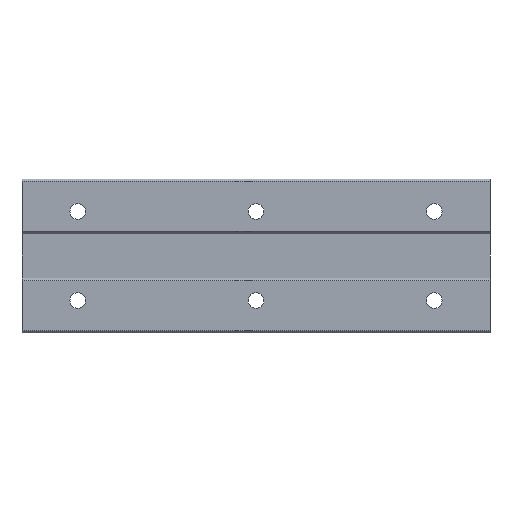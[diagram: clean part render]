
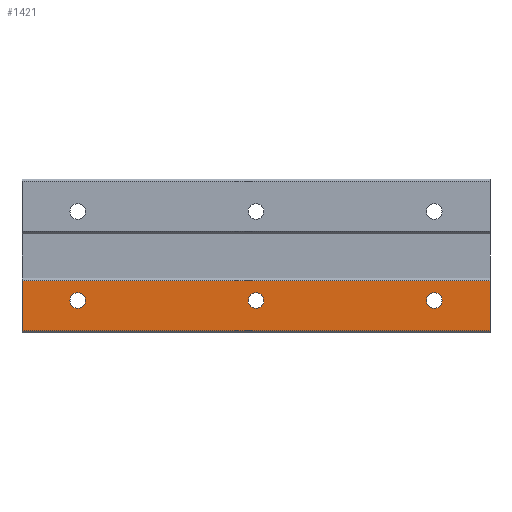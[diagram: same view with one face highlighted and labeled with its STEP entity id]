
A CAD part, front view. The second image highlights one B-rep face of the part: STEP entity #1421.
In plain terms, the highlighted planar face has unit normal (0, -1, 0).
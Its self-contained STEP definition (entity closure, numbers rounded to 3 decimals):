
#18 = DIRECTION ( 'NONE',  ( 0., 0., 1. ) ) ;
#27 = DIRECTION ( 'NONE',  ( 0., -1., 0. ) ) ;
#46 = CARTESIAN_POINT ( 'NONE',  ( 185., 0., -33.5 ) ) ;
#95 = VERTEX_POINT ( 'NONE', #1056 ) ;
#124 = PLANE ( 'NONE',  #1031 ) ;
#140 = EDGE_LOOP ( 'NONE', ( #523, #408, #1022, #1431 ) ) ;
#247 = DIRECTION ( 'NONE',  ( 1., 0., 0. ) ) ;
#250 = CARTESIAN_POINT ( 'NONE',  ( -25., 0., -33.5 ) ) ;
#334 = CARTESIAN_POINT ( 'NONE',  ( 80., 0., -20. ) ) ;
#364 = VERTEX_POINT ( 'NONE', #807 ) ;
#377 = CARTESIAN_POINT ( 'NONE',  ( 160., 0., -23.5 ) ) ;
#389 = VERTEX_POINT ( 'NONE', #377 ) ;
#402 = CIRCLE ( 'NONE', #1546, 3.5 ) ;
#408 = ORIENTED_EDGE ( 'NONE', *, *, #466, .F. ) ;
#440 = CIRCLE ( 'NONE', #806, 3.5 ) ;
#466 = EDGE_CURVE ( 'NONE', #636, #1370, #1451, .T. ) ;
#476 = CARTESIAN_POINT ( 'NONE',  ( 0., 0., -20. ) ) ;
#481 = EDGE_CURVE ( 'NONE', #389, #1702, #440, .T. ) ;
#523 = ORIENTED_EDGE ( 'NONE', *, *, #793, .F. ) ;
#527 = LINE ( 'NONE', #46, #1998 ) ;
#576 = EDGE_CURVE ( 'NONE', #364, #95, #1847, .T. ) ;
#586 = AXIS2_PLACEMENT_3D ( 'NONE', #476, #1570, #1101 ) ;
#636 = VERTEX_POINT ( 'NONE', #1261 ) ;
#691 = VERTEX_POINT ( 'NONE', #1896 ) ;
#739 = FACE_BOUND ( 'NONE', #1638, .T. ) ;
#745 = VECTOR ( 'NONE', #247, 1000. ) ;
#753 = CIRCLE ( 'NONE', #1216, 3.5 ) ;
#793 = EDGE_CURVE ( 'NONE', #1370, #1912, #527, .T. ) ;
#800 = LINE ( 'NONE', #922, #1614 ) ;
#804 = DIRECTION ( 'NONE',  ( 0., 0., 1. ) ) ;
#806 = AXIS2_PLACEMENT_3D ( 'NONE', #1309, #27, #1772 ) ;
#807 = CARTESIAN_POINT ( 'NONE',  ( 80., 0., -23.5 ) ) ;
#811 = CARTESIAN_POINT ( 'NONE',  ( 185., 0., -11. ) ) ;
#814 = ORIENTED_EDGE ( 'NONE', *, *, #576, .F. ) ;
#885 = CARTESIAN_POINT ( 'NONE',  ( 0., 0., -16.5 ) ) ;
#904 = EDGE_LOOP ( 'NONE', ( #1620, #814 ) ) ;
#922 = CARTESIAN_POINT ( 'NONE',  ( -25., 0., -11. ) ) ;
#993 = EDGE_CURVE ( 'NONE', #1487, #1735, #1572, .T. ) ;
#1022 = ORIENTED_EDGE ( 'NONE', *, *, #1247, .F. ) ;
#1024 = EDGE_CURVE ( 'NONE', #1735, #1487, #1827, .T. ) ;
#1031 = AXIS2_PLACEMENT_3D ( 'NONE', #1689, #1039, #1515 ) ;
#1039 = DIRECTION ( 'NONE',  ( 0., 1., 0. ) ) ;
#1049 = FACE_BOUND ( 'NONE', #904, .T. ) ;
#1056 = CARTESIAN_POINT ( 'NONE',  ( 80., 0., -16.5 ) ) ;
#1066 = FACE_OUTER_BOUND ( 'NONE', #140, .T. ) ;
#1072 = EDGE_CURVE ( 'NONE', #1702, #389, #753, .T. ) ;
#1101 = DIRECTION ( 'NONE',  ( 0., 0., 1. ) ) ;
#1205 = LINE ( 'NONE', #1655, #745 ) ;
#1216 = AXIS2_PLACEMENT_3D ( 'NONE', #1579, #1241, #18 ) ;
#1241 = DIRECTION ( 'NONE',  ( 0., -1., 0. ) ) ;
#1247 = EDGE_CURVE ( 'NONE', #691, #636, #1205, .T. ) ;
#1261 = CARTESIAN_POINT ( 'NONE',  ( 185., 0., -11. ) ) ;
#1278 = DIRECTION ( 'NONE',  ( 0., -1., 0. ) ) ;
#1298 = CARTESIAN_POINT ( 'NONE',  ( 160., 0., -16.5 ) ) ;
#1309 = CARTESIAN_POINT ( 'NONE',  ( 160., 0., -20. ) ) ;
#1358 = ORIENTED_EDGE ( 'NONE', *, *, #481, .F. ) ;
#1359 = AXIS2_PLACEMENT_3D ( 'NONE', #1533, #1524, #1995 ) ;
#1370 = VERTEX_POINT ( 'NONE', #1495 ) ;
#1387 = DIRECTION ( 'NONE',  ( 0., -1., 0. ) ) ;
#1392 = ORIENTED_EDGE ( 'NONE', *, *, #993, .F. ) ;
#1415 = DIRECTION ( 'NONE',  ( 0., 0., 1. ) ) ;
#1421 = ADVANCED_FACE ( 'NONE', ( #1066, #1964, #739, #1049 ), #124, .F. ) ;
#1428 = DIRECTION ( 'NONE',  ( 0., 0., -1. ) ) ;
#1431 = ORIENTED_EDGE ( 'NONE', *, *, #1624, .F. ) ;
#1451 = LINE ( 'NONE', #811, #1588 ) ;
#1487 = VERTEX_POINT ( 'NONE', #885 ) ;
#1495 = CARTESIAN_POINT ( 'NONE',  ( 185., 0., -33.5 ) ) ;
#1515 = DIRECTION ( 'NONE',  ( 0., 0., 1. ) ) ;
#1520 = ORIENTED_EDGE ( 'NONE', *, *, #1024, .F. ) ;
#1524 = DIRECTION ( 'NONE',  ( 0., -1., 0. ) ) ;
#1533 = CARTESIAN_POINT ( 'NONE',  ( 80., 0., -20. ) ) ;
#1546 = AXIS2_PLACEMENT_3D ( 'NONE', #334, #1387, #2015 ) ;
#1568 = ORIENTED_EDGE ( 'NONE', *, *, #1072, .F. ) ;
#1570 = DIRECTION ( 'NONE',  ( 0., -1., 0. ) ) ;
#1572 = CIRCLE ( 'NONE', #1673, 3.5 ) ;
#1579 = CARTESIAN_POINT ( 'NONE',  ( 160., 0., -20. ) ) ;
#1588 = VECTOR ( 'NONE', #1428, 1000. ) ;
#1614 = VECTOR ( 'NONE', #1415, 1000. ) ;
#1620 = ORIENTED_EDGE ( 'NONE', *, *, #1667, .F. ) ;
#1624 = EDGE_CURVE ( 'NONE', #1912, #691, #800, .T. ) ;
#1638 = EDGE_LOOP ( 'NONE', ( #1568, #1358 ) ) ;
#1655 = CARTESIAN_POINT ( 'NONE',  ( 185., 0., -11. ) ) ;
#1667 = EDGE_CURVE ( 'NONE', #95, #364, #402, .T. ) ;
#1672 = EDGE_LOOP ( 'NONE', ( #1392, #1520 ) ) ;
#1673 = AXIS2_PLACEMENT_3D ( 'NONE', #2019, #1278, #804 ) ;
#1689 = CARTESIAN_POINT ( 'NONE',  ( 185., 0., -11. ) ) ;
#1702 = VERTEX_POINT ( 'NONE', #1298 ) ;
#1735 = VERTEX_POINT ( 'NONE', #1771 ) ;
#1771 = CARTESIAN_POINT ( 'NONE',  ( 0., 0., -23.5 ) ) ;
#1772 = DIRECTION ( 'NONE',  ( 0., 0., 1. ) ) ;
#1827 = CIRCLE ( 'NONE', #586, 3.5 ) ;
#1847 = CIRCLE ( 'NONE', #1359, 3.5 ) ;
#1896 = CARTESIAN_POINT ( 'NONE',  ( -25., 0., -11. ) ) ;
#1912 = VERTEX_POINT ( 'NONE', #250 ) ;
#1961 = DIRECTION ( 'NONE',  ( -1., 0., 0. ) ) ;
#1964 = FACE_BOUND ( 'NONE', #1672, .T. ) ;
#1995 = DIRECTION ( 'NONE',  ( 0., 0., 1. ) ) ;
#1998 = VECTOR ( 'NONE', #1961, 1000. ) ;
#2015 = DIRECTION ( 'NONE',  ( 0., 0., 1. ) ) ;
#2019 = CARTESIAN_POINT ( 'NONE',  ( 0., 0., -20. ) ) ;
